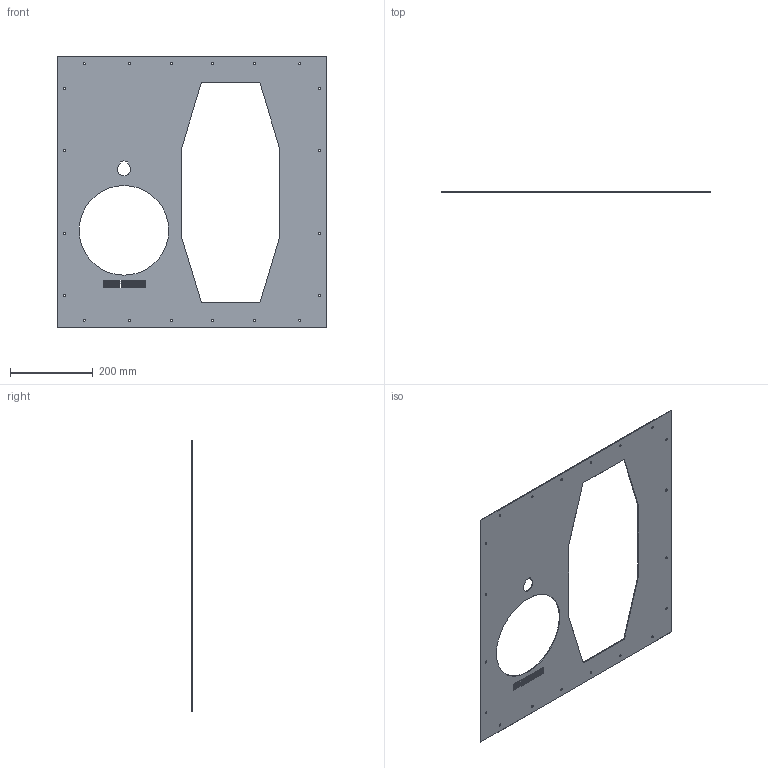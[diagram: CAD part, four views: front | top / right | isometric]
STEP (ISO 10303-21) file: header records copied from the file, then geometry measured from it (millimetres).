
FILE_DESCRIPTION(/* description */ (''),/* implementation_level */ '2;1');
FILE_NAME(/* name */ 'aa7bd0b4-ab07-46d3-9fdd-d81ffe84eb6d.stp',/* time_stamp */ '2019-08-19T23:52:02+02:00',/* author */ ('carle.felx'),/* organization */ (''),/* preprocessor_version */ 'ST-DEVELOPER v18',/* originating_system */ 'Autodesk Translation Framework v8.2.0.1029',/* authorisation */ '');
FILE_SCHEMA (('AUTOMOTIVE_DESIGN { 1 0 10303 214 3 1 1 }'));
Length unit declared in the file: millimetre
Products named in the file (1): Plaque_Facade_enceinte
Bounding box: 650 x 2 x 654 mm (x, y, z)
Volume: 551367.3 mm3; surface area: 563178.5 mm2
Topology: 1 solids, 1 shells, 55 faces, 159 edges, 106 vertices
Faces by surface type: plane 32, cylinder 23
Full cylindrical faces by diameter (mm): 5 x20, 216 x1
Entity records: 1967 total; most frequent: CARTESIAN_POINT 321, ORIENTED_EDGE 318, DIRECTION 317, EDGE_CURVE 159, LINE 113, VECTOR 113, EDGE_LOOP 109, VERTEX_POINT 106
